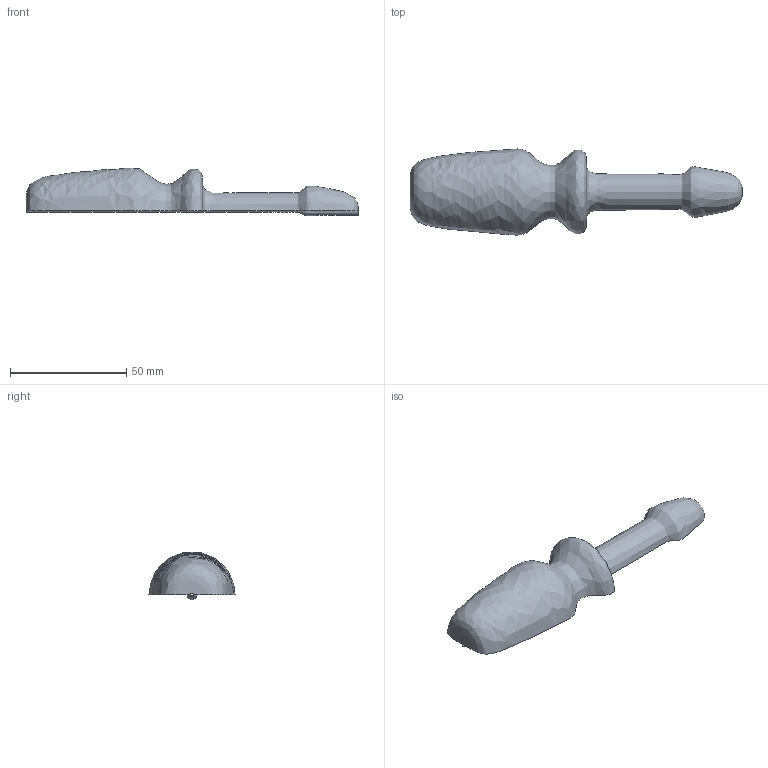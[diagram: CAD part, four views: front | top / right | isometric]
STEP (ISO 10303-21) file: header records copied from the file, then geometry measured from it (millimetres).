
FILE_DESCRIPTION(/* description */ (''),/* implementation_level */ '2;1');
FILE_NAME(/* name */ '螺丝刀~1',/* time_stamp */ '2017-10-12T21:08:24+08:00',/* author */ (''),/* organization */ (''),/* preprocessor_version */ 'ST-DEVELOPER v15',/* originating_system */ '',/* authorisation */ '');
FILE_SCHEMA (('CONFIG_CONTROL_DESIGN'));
Length unit declared in the file: millimetre
Products named in the file (1): Document
Bounding box: 143 x 37.05 x 20.52 mm (x, y, z)
Surface area: 7086.4 mm2 (no closed solid volume)
Topology: 0 solids, 2 shells, 3 faces, 15 edges, 18 vertices
Faces by surface type: bspline 3
Entity records: 1632 total; most frequent: CARTESIAN_POINT 1415, B_SPLINE_CURVE_WITH_KNOTS 25, ORIENTED_EDGE 16, PCURVE 16, DEFINITIONAL_REPRESENTATION 16, SURFACE_CURVE 12, EDGE_CURVE 12, VERTEX_POINT 8
